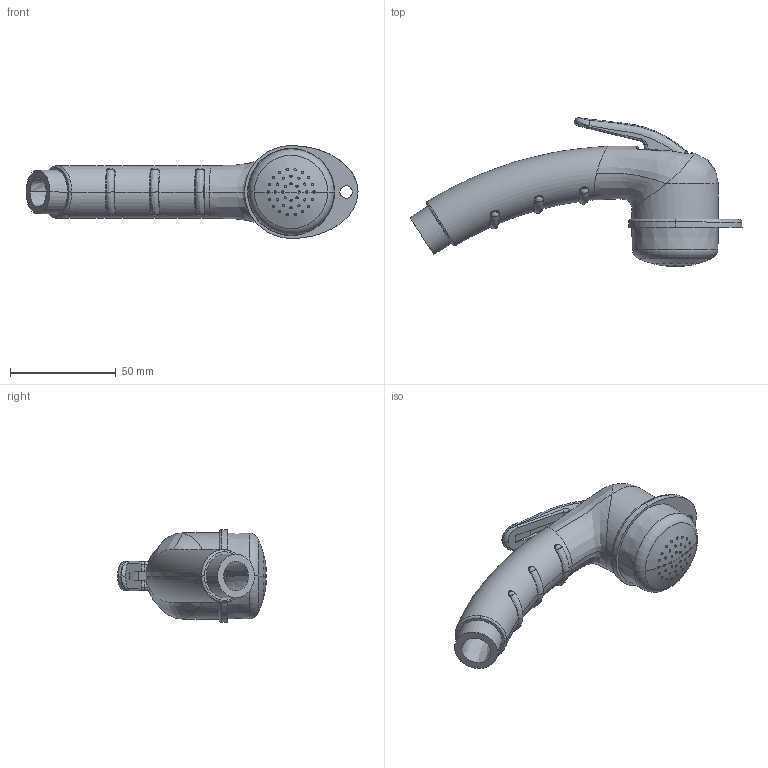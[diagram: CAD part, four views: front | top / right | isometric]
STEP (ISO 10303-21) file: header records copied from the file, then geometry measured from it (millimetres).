
FILE_DESCRIPTION((''),'2;1');
FILE_NAME('1-ALL_ASM','2019-03-18T',('Administrator'),(''),'PRO/ENGINEER BY PARAMETRIC TECHNOLOGY CORPORATION, 2010480','PRO/ENGINEER BY PARAMETRIC TECHNOLOGY CORPORATION, 2010480','');
FILE_SCHEMA(('CONFIG_CONTROL_DESIGN'));
Length unit declared in the file: millimetre
Products named in the file (16): 1-01; 1-02; 1-03; 1-04; 1-05; 1-06; 1-07; 1-08; 1-09; 1-10; 1-11; 1-13; 1-12; 1-14; 1-15; 1-ALL_ASM
Assembly tree (15 placements, depth 2):
  1-ALL_ASM
    1-01
    1-02
    1-03
    1-04
    1-05
    1-06
    1-07
    1-08
    1-09
    1-10
    1-11
    1-13
    1-12
    1-14
    1-15
Bounding box: 157.24 x 70.53 x 44 mm (x, y, z)
Volume: 79345.6 mm3; surface area: 46328.3 mm2
Topology: 15 solids, 15 shells, 609 faces, 1492 edges, 910 vertices
Faces by surface type: bspline 199, plane 139, cone 137, cylinder 79, torus 43, extrusion 6, sphere 6
Entity records: 36952 total; most frequent: CARTESIAN_POINT 23653, ORIENTED_EDGE 2976, DIRECTION 2329, EDGE_CURVE 1488, AXIS2_PLACEMENT_3D 989, VERTEX_POINT 910, EDGE_LOOP 716, FACE_OUTER_BOUND 609
